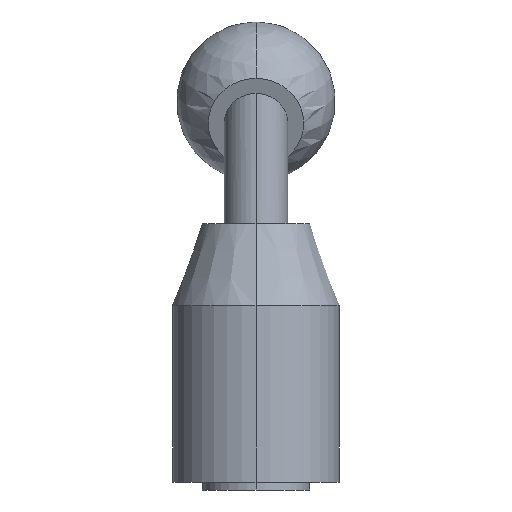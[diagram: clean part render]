
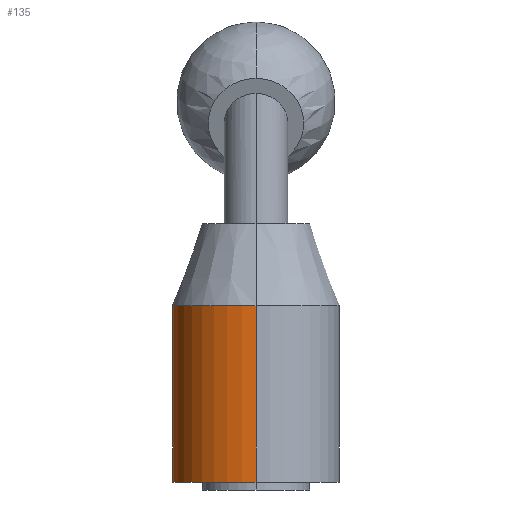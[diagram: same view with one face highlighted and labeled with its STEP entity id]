
A CAD part, left-side view. The second image highlights one B-rep face of the part: STEP entity #135.
In plain terms, the highlighted cylindrical face has radius 10.5 mm (diameter 21 mm), a partial arc.
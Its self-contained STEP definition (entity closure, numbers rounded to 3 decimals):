
#135=ADVANCED_FACE('',(#370),#371,.T.);
#177=VERTEX_POINT('',#418);
#221=EDGE_CURVE('',#285,#177,#468,.T.);
#225=VERTEX_POINT('',#472);
#239=EDGE_CURVE('',#285,#225,#486,.T.);
#245=EDGE_CURVE('',#273,#225,#493,.T.);
#271=EDGE_CURVE('',#177,#273,#525,.T.);
#273=VERTEX_POINT('',#527);
#285=VERTEX_POINT('',#540);
#370=FACE_OUTER_BOUND('',#623,.T.);
#371=CYLINDRICAL_SURFACE('',#624,10.5);
#418=CARTESIAN_POINT('',(10.5,0.0,23.163));
#468=LINE('',#784,#785);
#472=CARTESIAN_POINT('',(-10.5,0.,1.0));
#486=CIRCLE('',#828,10.5);
#493=LINE('',#837,#838);
#525=CIRCLE('',#876,10.5);
#527=CARTESIAN_POINT('',(-10.5,0.,23.163));
#540=CARTESIAN_POINT('',(10.5,0.0,1.0));
#623=EDGE_LOOP('',(#1012,#1013,#1014,#1015));
#624=AXIS2_PLACEMENT_3D('',#1016,#1017,#1018);
#784=CARTESIAN_POINT('',(10.5,0.,12.082));
#785=VECTOR('',#1155,1.0);
#828=AXIS2_PLACEMENT_3D('',#1164,#1165,#1166);
#837=CARTESIAN_POINT('',(-10.5,0.,12.082));
#838=VECTOR('',#1178,1.0);
#876=AXIS2_PLACEMENT_3D('',#1208,#1209,#1210);
#1012=ORIENTED_EDGE('',*,*,#221,.F.);
#1013=ORIENTED_EDGE('',*,*,#239,.T.);
#1014=ORIENTED_EDGE('',*,*,#245,.F.);
#1015=ORIENTED_EDGE('',*,*,#271,.F.);
#1016=CARTESIAN_POINT('',(0.0,0.0,12.082));
#1017=DIRECTION('',(-0.0,-0.0,-1.0));
#1018=DIRECTION('',(1.0,0.0,0.0));
#1155=DIRECTION('',(0.0,0.0,1.0));
#1164=CARTESIAN_POINT('',(0.0,0.0,1.0));
#1165=DIRECTION('',(0.0,0.0,1.0));
#1166=DIRECTION('',(1.0,0.0,0.0));
#1178=DIRECTION('',(-0.0,-0.0,-1.0));
#1208=CARTESIAN_POINT('',(0.0,0.0,23.163));
#1209=DIRECTION('',(0.0,0.0,1.0));
#1210=DIRECTION('',(1.0,0.0,0.0));
